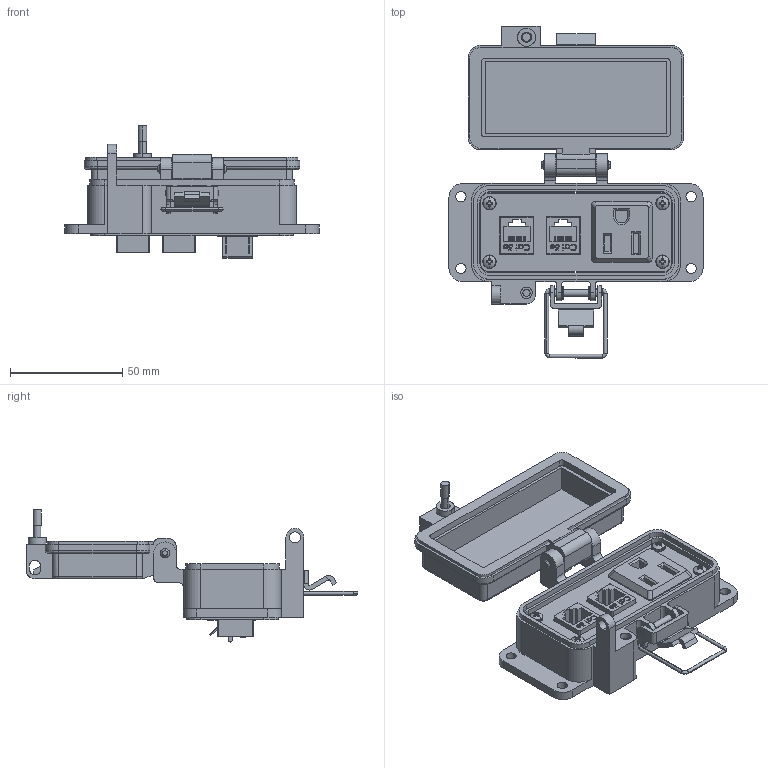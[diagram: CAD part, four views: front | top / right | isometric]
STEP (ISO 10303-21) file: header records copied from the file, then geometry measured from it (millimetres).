
FILE_DESCRIPTION (( 'STEP AP203' ), '1' );
FILE_NAME ('P-R2#2-F4R0_3D.STEP', '2019-12-06T16:54:03', ( '' ), ( '' ), 'SwSTEP 2.0', 'SolidWorks 2019', '' );
FILE_SCHEMA (( 'CONFIG_CONTROL_DESIGN' ));
Length unit declared in the file: millimetre
Products named in the file (13): Z-H-F4_B; Z-000-4243316TFP; Z-300-RJ45CAT5; 92005A124_METRIC PAN HEAD PHILLIPS MACHINE SCREW_92005A124; R; R2; -F4; P-R2#2-F4R0_BP180_1; P-R2#2-F4R0_3D; P-R2#2-F4R0_FP060_1; Z-200-OTLT-R0SQ; P-R2#2-F4R0_TP060_1
Assembly tree (18 placements, depth 3):
  P-R2#2-F4R0_3D
    P-R2#2-F4R0_BP180_1
    P-R2#2-F4R0_TP060_1
    Z-000-4243316TFP  x3
    P-R2#2-F4R0_FP060_1
    R2
      Z-300-RJ45CAT5
    R2
      Z-300-RJ45CAT5
    R
      Z-200-OTLT-R0SQ
    -F4
      Z-H-F4_B
    92005A124_METRIC PAN HEAD PHILLIPS MACHINE SCREW_92005A124  x4
Bounding box: 113 x 147.61 x 58.8 mm (x, y, z)
Volume: 97975.7 mm3; surface area: 75711.4 mm2
Topology: 23 solids, 23 shells, 2256 faces, 6323 edges, 4184 vertices
Faces by surface type: plane 933, cylinder 907, bspline 320, cone 72, torus 16, sphere 8
Entity records: 52376 total; most frequent: CARTESIAN_POINT 19404, ORIENTED_EDGE 7206, DIRECTION 5582, EDGE_CURVE 3603, VERTEX_POINT 2381, LINE 2192, VECTOR 2192, AXIS2_PLACEMENT_3D 1695
